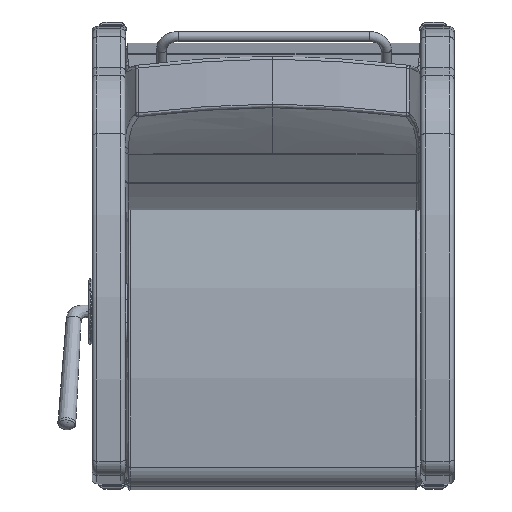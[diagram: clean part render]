
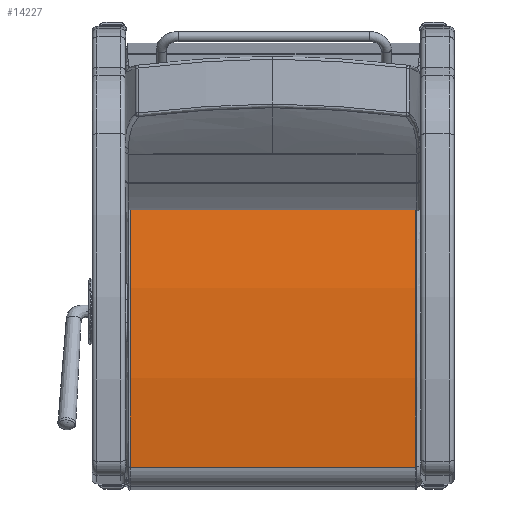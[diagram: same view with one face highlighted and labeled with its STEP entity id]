
A CAD part, front view. The second image highlights one B-rep face of the part: STEP entity #14227.
In plain terms, the highlighted free-form (B-spline) face has degree [3, 1] with [18, 2] control points.
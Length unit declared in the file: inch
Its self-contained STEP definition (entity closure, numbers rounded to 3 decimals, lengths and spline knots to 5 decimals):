
#958=ELLIPSE('',#15947,60.30357,60.25);
#960=ELLIPSE('',#15969,60.30357,60.25);
#2011=LINE('',#37583,#2875);
#2012=LINE('',#37622,#2876);
#2875=VECTOR('',#19602,0.3937);
#2876=VECTOR('',#19605,0.3937);
#3789=FACE_OUTER_BOUND('',#4754,.T.);
#4754=EDGE_LOOP('',(#12047,#12048,#12049,#12050));
#7019=VERTEX_POINT('',#37214);
#7020=VERTEX_POINT('',#37215);
#7039=VERTEX_POINT('',#37582);
#7040=VERTEX_POINT('',#37621);
#8756=EDGE_CURVE('',#7019,#7020,#958,.T.);
#8785=EDGE_CURVE('',#7039,#7020,#2011,.T.);
#8787=EDGE_CURVE('',#7040,#7019,#2012,.T.);
#8788=EDGE_CURVE('',#7039,#7040,#960,.T.);
#12047=ORIENTED_EDGE('',*,*,#8756,.F.);
#12048=ORIENTED_EDGE('',*,*,#8787,.F.);
#12049=ORIENTED_EDGE('',*,*,#8788,.F.);
#12050=ORIENTED_EDGE('',*,*,#8785,.T.);
#13646=B_SPLINE_SURFACE_WITH_KNOTS('',3,1,((#37585,#37586),(#37587,#37588),
(#37589,#37590),(#37591,#37592),(#37593,#37594),(#37595,#37596),(#37597,
#37598),(#37599,#37600),(#37601,#37602),(#37603,#37604),(#37605,#37606),
(#37607,#37608),(#37609,#37610),(#37611,#37612),(#37613,#37614),(#37615,
#37616),(#37617,#37618),(#37619,#37620)),.UNSPECIFIED.,.F.,.F.,.F.,(4,1,
1,1,1,1,1,1,1,1,1,1,1,1,1,4),(2,2),(-1.69612,-1.66826,
-1.6404,-1.62647,-1.59861,-1.58468,
-1.55682,-1.54289,-1.51503,-1.5011,-1.47324,
-1.45931,-1.43145,-1.41752,-1.38966,
-1.3618),(0.,81.915),.UNSPECIFIED.);
#14227=ADVANCED_FACE('',(#3789),#13646,.T.);
#15947=AXIS2_PLACEMENT_3D('',#37216,#19551,#19552);
#15969=AXIS2_PLACEMENT_3D('',#37623,#19606,#19607);
#19551=DIRECTION('center_axis',(0.,0.,
-1.));
#19552=DIRECTION('ref_axis',(1.,0.,0.));
#19602=DIRECTION('',(0.,0.,-1.));
#19605=DIRECTION('',(0.,0.,-1.));
#19606=DIRECTION('center_axis',(0.,0.,1.));
#19607=DIRECTION('ref_axis',(1.,0.,0.));
#37214=CARTESIAN_POINT('',(3.60935,-1.68389,0.624));
#37215=CARTESIAN_POINT('',(23.65848,-2.52291,0.624));
#37216=CARTESIAN_POINT('Origin',(11.14546,-61.46156,0.624));
#37582=CARTESIAN_POINT('',(23.65848,-2.52291,21.876));
#37583=CARTESIAN_POINT('',(23.65848,-2.52291,22.));
#37585=CARTESIAN_POINT('Ctrl Pts',(3.60935,-1.68389,22.));
#37586=CARTESIAN_POINT('Ctrl Pts',(3.60935,-1.68389,-10.25));
#37587=CARTESIAN_POINT('Ctrl Pts',(4.16497,-1.61396,22.));
#37588=CARTESIAN_POINT('Ctrl Pts',(4.16497,-1.61396,-10.25));
#37589=CARTESIAN_POINT('Ctrl Pts',(5.27817,-1.48959,22.));
#37590=CARTESIAN_POINT('Ctrl Pts',(5.27817,-1.48959,-10.25));
#37591=CARTESIAN_POINT('Ctrl Pts',(6.67346,-1.3729,22.));
#37592=CARTESIAN_POINT('Ctrl Pts',(6.67346,-1.3729,-10.25));
#37593=CARTESIAN_POINT('Ctrl Pts',(8.07078,-1.28537,22.));
#37594=CARTESIAN_POINT('Ctrl Pts',(8.07078,-1.28537,-10.25));
#37595=CARTESIAN_POINT('Ctrl Pts',(9.18994,-1.2387,22.));
#37596=CARTESIAN_POINT('Ctrl Pts',(9.18994,-1.2387,-10.25));
#37597=CARTESIAN_POINT('Ctrl Pts',(10.5897,-1.20957,22.));
#37598=CARTESIAN_POINT('Ctrl Pts',(10.5897,-1.20957,-10.25));
#37599=CARTESIAN_POINT('Ctrl Pts',(11.70984,-1.20965,22.));
#37600=CARTESIAN_POINT('Ctrl Pts',(11.70984,-1.20965,-10.25));
#37601=CARTESIAN_POINT('Ctrl Pts',(13.1096,-1.23898,22.));
#37602=CARTESIAN_POINT('Ctrl Pts',(13.1096,-1.23898,-10.25));
#37603=CARTESIAN_POINT('Ctrl Pts',(14.22875,-1.28581,22.));
#37604=CARTESIAN_POINT('Ctrl Pts',(14.22875,-1.28581,-10.25));
#37605=CARTESIAN_POINT('Ctrl Pts',(15.62606,-1.37354,22.));
#37606=CARTESIAN_POINT('Ctrl Pts',(15.62606,-1.37354,-10.25));
#37607=CARTESIAN_POINT('Ctrl Pts',(16.74228,-1.46705,22.));
#37608=CARTESIAN_POINT('Ctrl Pts',(16.74228,-1.46705,-10.25));
#37609=CARTESIAN_POINT('Ctrl Pts',(18.1347,-1.61302,22.));
#37610=CARTESIAN_POINT('Ctrl Pts',(18.1347,-1.61302,-10.25));
#37611=CARTESIAN_POINT('Ctrl Pts',(19.24603,-1.75304,22.));
#37612=CARTESIAN_POINT('Ctrl Pts',(19.24603,-1.75304,-10.25));
#37613=CARTESIAN_POINT('Ctrl Pts',(20.63114,-1.95701,22.));
#37614=CARTESIAN_POINT('Ctrl Pts',(20.63114,-1.95701,-10.25));
#37615=CARTESIAN_POINT('Ctrl Pts',(22.01177,-2.18986,22.));
#37616=CARTESIAN_POINT('Ctrl Pts',(22.01177,-2.18986,-10.25));
#37617=CARTESIAN_POINT('Ctrl Pts',(23.11066,-2.40681,22.));
#37618=CARTESIAN_POINT('Ctrl Pts',(23.11066,-2.40681,-10.25));
#37619=CARTESIAN_POINT('Ctrl Pts',(23.65848,-2.52291,22.));
#37620=CARTESIAN_POINT('Ctrl Pts',(23.65848,-2.52291,-10.25));
#37621=CARTESIAN_POINT('',(3.60935,-1.68389,21.876));
#37622=CARTESIAN_POINT('',(3.60935,-1.68389,22.));
#37623=CARTESIAN_POINT('Origin',(11.14546,-61.46156,21.876));
